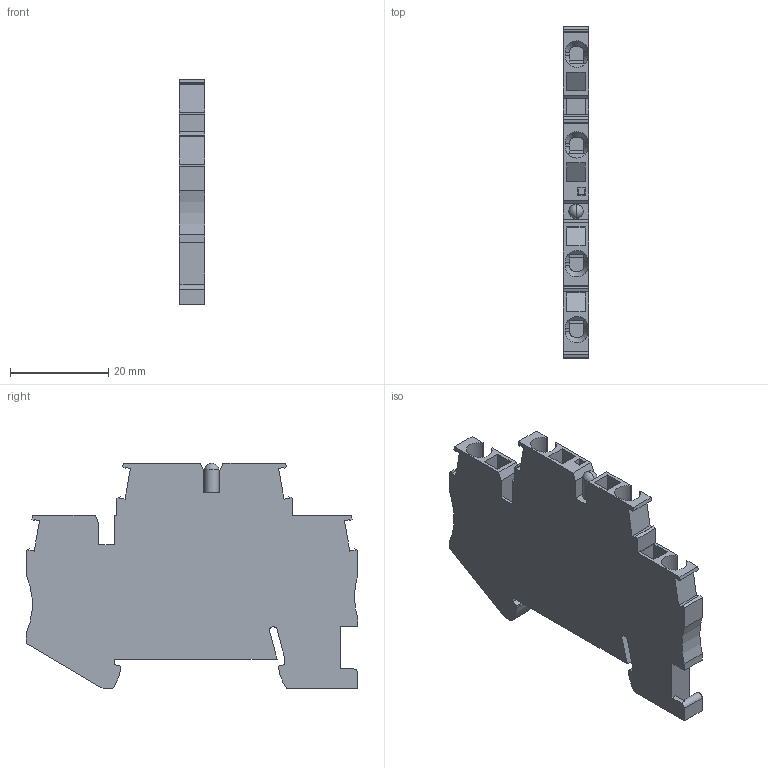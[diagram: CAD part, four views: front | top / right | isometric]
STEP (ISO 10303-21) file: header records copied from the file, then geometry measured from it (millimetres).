
FILE_DESCRIPTION(('Creo Elements/Direct Modeling STEP Export'),'2;1');
FILE_NAME('model.stp','2020-05-26T 8:25:59',(''),(''),'Creo Elements/Direct Modeling STEP processor for AP214 (Solid Model)','Creo Elements/Direct Modeling 20.1A 29-Sep-2018 (C) Parametric Technology GmbH','');
FILE_SCHEMA(('AUTOMOTIVE_DESIGN { 1 0 10303 214 1 1 1 1 }'));
Length unit declared in the file: millimetre
Products named in the file (2): STTB25_LA230_select
Assembly tree (1 placements, depth 2):
  STTB25_LA230_select
    STTB25_LA230_select
Bounding box: 5.15 x 67.55 x 45.85 mm (x, y, z)
Volume: 10616.7 mm3; surface area: 7511.7 mm2
Topology: 1 solids, 1 shells, 200 faces, 553 edges, 359 vertices
Faces by surface type: plane 153, cylinder 33, cone 12, sphere 2
Entity records: 10188 total; most frequent: CARTESIAN_POINT 3369, ORIENTED_EDGE 1102, DIRECTION 1008, EDGE_CURVE 551, VECTOR 432, LINE 432, VERTEX_POINT 359, AXIS2_PLACEMENT_3D 288
